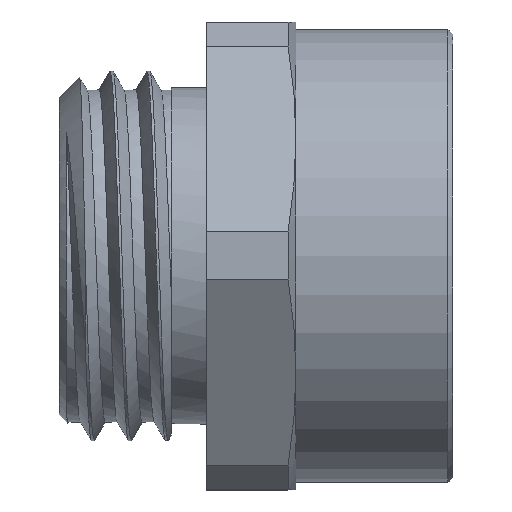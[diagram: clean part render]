
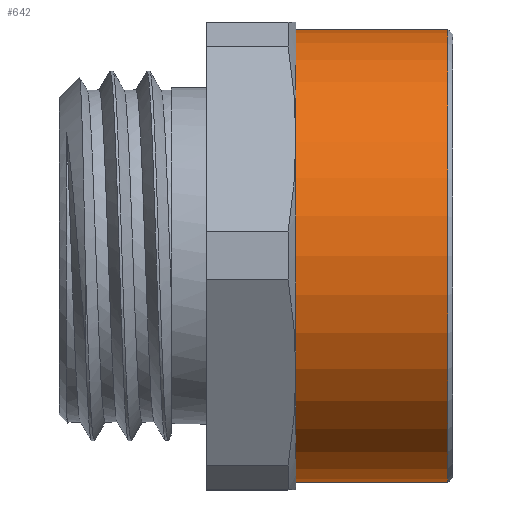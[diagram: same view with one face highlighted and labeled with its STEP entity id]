
A CAD part, top view. The second image highlights one B-rep face of the part: STEP entity #642.
In plain terms, the highlighted cylindrical face has radius 9.2 mm (diameter 18.4 mm), a full revolution.
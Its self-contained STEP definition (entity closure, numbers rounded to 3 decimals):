
#81=CYLINDRICAL_SURFACE('',#717,9.2);
#113=FACE_BOUND('',#204,.T.);
#156=FACE_OUTER_BOUND('',#203,.T.);
#203=EDGE_LOOP('',(#565));
#204=EDGE_LOOP('',(#566));
#250=CIRCLE('',#716,9.2);
#251=CIRCLE('',#718,9.2);
#326=VERTEX_POINT('',#2421);
#327=VERTEX_POINT('',#2424);
#414=EDGE_CURVE('',#326,#326,#250,.T.);
#415=EDGE_CURVE('',#327,#327,#251,.T.);
#565=ORIENTED_EDGE('',*,*,#414,.T.);
#566=ORIENTED_EDGE('',*,*,#415,.F.);
#642=ADVANCED_FACE('',(#156,#113),#81,.T.);
#716=AXIS2_PLACEMENT_3D('',#2422,#872,#873);
#717=AXIS2_PLACEMENT_3D('',#2423,#874,#875);
#718=AXIS2_PLACEMENT_3D('',#2425,#876,#877);
#872=DIRECTION('center_axis',(1.,0.,0.));
#873=DIRECTION('ref_axis',(0.,0.,-1.));
#874=DIRECTION('center_axis',(1.,0.,0.));
#875=DIRECTION('ref_axis',(0.,1.,0.));
#876=DIRECTION('center_axis',(1.,0.,0.));
#877=DIRECTION('ref_axis',(0.,0.,-1.));
#2421=CARTESIAN_POINT('',(-6.38,9.2,0.));
#2422=CARTESIAN_POINT('Origin',(-6.38,0.,0.));
#2423=CARTESIAN_POINT('Origin',(-3.29,0.,0.));
#2424=CARTESIAN_POINT('',(-0.2,9.2,0.));
#2425=CARTESIAN_POINT('Origin',(-0.2,0.,0.));
